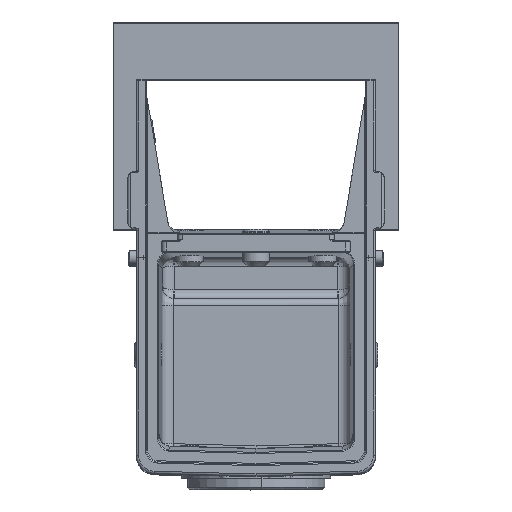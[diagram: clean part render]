
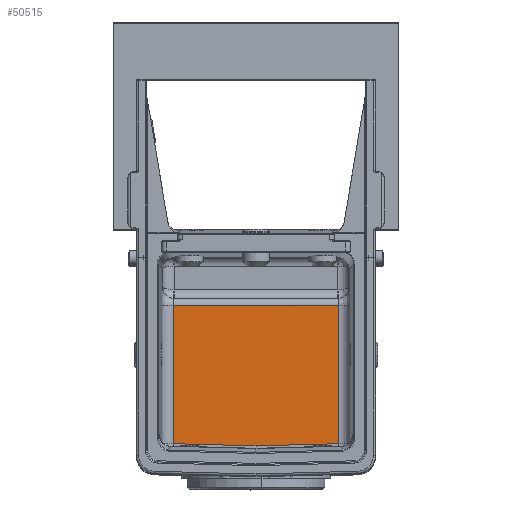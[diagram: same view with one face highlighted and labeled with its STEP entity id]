
A CAD part, top view. The second image highlights one B-rep face of the part: STEP entity #50515.
In plain terms, the highlighted planar face has unit normal (0, 0, 1).
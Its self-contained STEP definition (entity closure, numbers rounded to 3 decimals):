
#2355 = LINE ( 'NONE', #7543, #8057 ) ;
#2356 = LINE ( 'NONE', #7545, #8058 ) ;
#2357 = LINE ( 'NONE', #7547, #8059 ) ;
#2358 = LINE ( 'NONE', #7549, #8060 ) ;
#2359 = LINE ( 'NONE', #7551, #8061 ) ;
#5199 = CARTESIAN_POINT ( 'NONE',  ( 35.911, -53.051, 11.5 ) ) ;
#5200 = CARTESIAN_POINT ( 'NONE',  ( 0., -53.994, 11.5 ) ) ;
#5201 = CARTESIAN_POINT ( 'NONE',  ( -35.911, -53.051, 11.5 ) ) ;
#5202 = CARTESIAN_POINT ( 'NONE',  ( -35.911, 7., 11.5 ) ) ;
#5203 = CARTESIAN_POINT ( 'NONE',  ( 35.911, 7., 11.5 ) ) ;
#7543 = CARTESIAN_POINT ( 'NONE',  ( -35.911, -52.922, 11.5 ) ) ;
#7544 = DIRECTION ( 'NONE',  ( 0., -1., 0. ) ) ;
#7545 = CARTESIAN_POINT ( 'NONE',  ( 52., 7., 11.5 ) ) ;
#7546 = DIRECTION ( 'NONE',  ( -1., 0., 0. ) ) ;
#7547 = CARTESIAN_POINT ( 'NONE',  ( 0.169, -53.998, 11.5 ) ) ;
#7548 = DIRECTION ( 'NONE',  ( 1., -0.026, 0. ) ) ;
#7549 = CARTESIAN_POINT ( 'NONE',  ( 42.331, -52.883, 11.5 ) ) ;
#7550 = DIRECTION ( 'NONE',  ( 1., 0.026, 0. ) ) ;
#7551 = CARTESIAN_POINT ( 'NONE',  ( 35.911, 7., 11.5 ) ) ;
#7552 = DIRECTION ( 'NONE',  ( 0., 1., 0. ) ) ;
#8057 = VECTOR ( 'NONE', #7544, 1000. ) ;
#8058 = VECTOR ( 'NONE', #7546, 1000. ) ;
#8059 = VECTOR ( 'NONE', #7548, 1000. ) ;
#8060 = VECTOR ( 'NONE', #7550, 1000. ) ;
#8061 = VECTOR ( 'NONE', #7552, 1000. ) ;
#31211 = AXIS2_PLACEMENT_3D ( 'NONE', #31785, #31786, #31787 ) ;
#31784 = PLANE ( 'NONE',  #31211 ) ;
#31785 = CARTESIAN_POINT ( 'NONE',  ( 52., -59.314, 11.5 ) ) ;
#31786 = DIRECTION ( 'NONE',  ( 0., 0., -1. ) ) ;
#31787 = DIRECTION ( 'NONE',  ( -1., 0., 0. ) ) ;
#32637 = FACE_OUTER_BOUND ( 'NONE', #37577, .T. ) ;
#33978 = VERTEX_POINT ( 'NONE', #5199 ) ;
#33979 = VERTEX_POINT ( 'NONE', #5200 ) ;
#33980 = VERTEX_POINT ( 'NONE', #5201 ) ;
#33981 = VERTEX_POINT ( 'NONE', #5202 ) ;
#33982 = VERTEX_POINT ( 'NONE', #5203 ) ;
#35923 = EDGE_CURVE ( 'NONE', #33981, #33980, #2355, .T. ) ;
#35924 = EDGE_CURVE ( 'NONE', #33982, #33981, #2356, .T. ) ;
#35925 = EDGE_CURVE ( 'NONE', #33980, #33979, #2357, .T. ) ;
#35926 = EDGE_CURVE ( 'NONE', #33979, #33978, #2358, .T. ) ;
#35927 = EDGE_CURVE ( 'NONE', #33978, #33982, #2359, .T. ) ;
#37577 = EDGE_LOOP ( 'NONE', ( #39462, #39464, #39463, #39465, #39466 ) ) ;
#39462 = ORIENTED_EDGE ( 'NONE', *, *, #35924, .T. ) ;
#39463 = ORIENTED_EDGE ( 'NONE', *, *, #35925, .T. ) ;
#39464 = ORIENTED_EDGE ( 'NONE', *, *, #35923, .T. ) ;
#39465 = ORIENTED_EDGE ( 'NONE', *, *, #35926, .T. ) ;
#39466 = ORIENTED_EDGE ( 'NONE', *, *, #35927, .T. ) ;
#50515 = ADVANCED_FACE ( 'NONE', ( #32637 ), #31784, .F. ) ;
